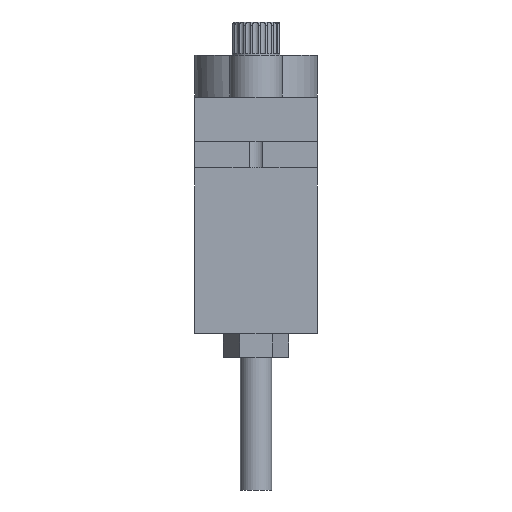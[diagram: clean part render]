
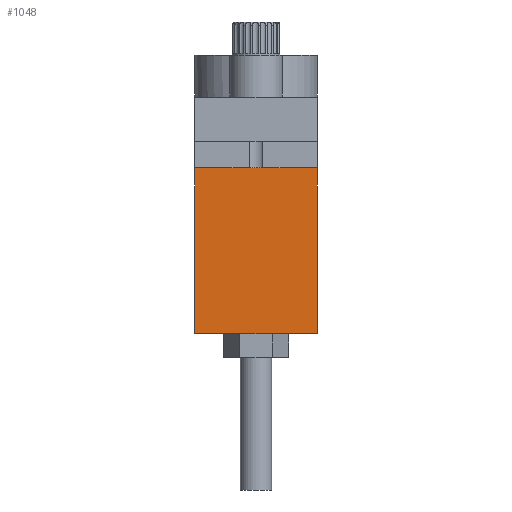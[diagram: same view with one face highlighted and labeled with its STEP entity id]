
A CAD part, front view. The second image highlights one B-rep face of the part: STEP entity #1048.
In plain terms, the highlighted planar face has unit normal (0, -1, 0).
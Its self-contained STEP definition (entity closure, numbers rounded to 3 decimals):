
#83 = PLANE('',#84);
#84 = AXIS2_PLACEMENT_3D('',#85,#86,#87);
#85 = CARTESIAN_POINT('',(-8.542,-9.053,-5.723)
  );
#86 = DIRECTION('',(0.,0.,1.));
#87 = DIRECTION('',(1.,0.,0.));
#369 = VERTEX_POINT('',#370);
#370 = CARTESIAN_POINT('',(-8.542,-9.053,-5.723
    ));
#386 = PLANE('',#387);
#387 = AXIS2_PLACEMENT_3D('',#388,#389,#390);
#388 = CARTESIAN_POINT('',(-8.542,-9.053,-5.723
    ));
#389 = DIRECTION('',(-1.,0.,0.));
#390 = DIRECTION('',(0.,0.,-1.));
#398 = EDGE_CURVE('',#369,#399,#401,.T.);
#399 = VERTEX_POINT('',#400);
#400 = CARTESIAN_POINT('',(3.258,-9.053,-5.723)
  );
#401 = SURFACE_CURVE('',#402,(#406,#413),.PCURVE_S1.);
#402 = LINE('',#403,#404);
#403 = CARTESIAN_POINT('',(-8.542,-9.053,-5.723
    ));
#404 = VECTOR('',#405,1.);
#405 = DIRECTION('',(1.,0.,0.));
#406 = PCURVE('',#83,#407);
#407 = DEFINITIONAL_REPRESENTATION('',(#408),#412);
#408 = LINE('',#409,#410);
#409 = CARTESIAN_POINT('',(0.,0.));
#410 = VECTOR('',#411,1.);
#411 = DIRECTION('',(1.,0.));
#412 = ( GEOMETRIC_REPRESENTATION_CONTEXT(2) 
PARAMETRIC_REPRESENTATION_CONTEXT() REPRESENTATION_CONTEXT('2D SPACE',''
  ) );
#413 = PCURVE('',#414,#419);
#414 = PLANE('',#415);
#415 = AXIS2_PLACEMENT_3D('',#416,#417,#418);
#416 = CARTESIAN_POINT('',(-8.542,-9.053,-5.723
    ));
#417 = DIRECTION('',(0.,1.,0.));
#418 = DIRECTION('',(0.,0.,1.));
#419 = DEFINITIONAL_REPRESENTATION('',(#420),#424);
#420 = LINE('',#421,#422);
#421 = CARTESIAN_POINT('',(0.,0.));
#422 = VECTOR('',#423,1.);
#423 = DIRECTION('',(0.,1.));
#424 = ( GEOMETRIC_REPRESENTATION_CONTEXT(2) 
PARAMETRIC_REPRESENTATION_CONTEXT() REPRESENTATION_CONTEXT('2D SPACE',''
  ) );
#442 = PLANE('',#443);
#443 = AXIS2_PLACEMENT_3D('',#444,#445,#446);
#444 = CARTESIAN_POINT('',(3.258,-9.053,-5.723)
  );
#445 = DIRECTION('',(1.,0.,0.));
#446 = DIRECTION('',(0.,0.,1.));
#724 = EDGE_CURVE('',#369,#725,#727,.T.);
#725 = VERTEX_POINT('',#726);
#726 = CARTESIAN_POINT('',(-8.542,-9.053,10.177
    ));
#727 = SURFACE_CURVE('',#728,(#732,#739),.PCURVE_S1.);
#728 = LINE('',#729,#730);
#729 = CARTESIAN_POINT('',(-8.542,-9.053,-5.723
    ));
#730 = VECTOR('',#731,1.);
#731 = DIRECTION('',(0.,0.,1.));
#732 = PCURVE('',#386,#733);
#733 = DEFINITIONAL_REPRESENTATION('',(#734),#738);
#734 = LINE('',#735,#736);
#735 = CARTESIAN_POINT('',(0.,0.));
#736 = VECTOR('',#737,1.);
#737 = DIRECTION('',(-1.,0.));
#738 = ( GEOMETRIC_REPRESENTATION_CONTEXT(2) 
PARAMETRIC_REPRESENTATION_CONTEXT() REPRESENTATION_CONTEXT('2D SPACE',''
  ) );
#739 = PCURVE('',#414,#740);
#740 = DEFINITIONAL_REPRESENTATION('',(#741),#745);
#741 = LINE('',#742,#743);
#742 = CARTESIAN_POINT('',(0.,0.));
#743 = VECTOR('',#744,1.);
#744 = DIRECTION('',(1.,0.));
#745 = ( GEOMETRIC_REPRESENTATION_CONTEXT(2) 
PARAMETRIC_REPRESENTATION_CONTEXT() REPRESENTATION_CONTEXT('2D SPACE',''
  ) );
#763 = PLANE('',#764);
#764 = AXIS2_PLACEMENT_3D('',#765,#766,#767);
#765 = CARTESIAN_POINT('',(-8.542,-13.753,10.177
    ));
#766 = DIRECTION('',(0.,0.,1.));
#767 = DIRECTION('',(1.,0.,0.));
#1048 = ADVANCED_FACE('',(#1049),#414,.F.);
#1049 = FACE_BOUND('',#1050,.F.);
#1050 = EDGE_LOOP('',(#1051,#1074,#1075,#1076));
#1051 = ORIENTED_EDGE('',*,*,#1052,.F.);
#1052 = EDGE_CURVE('',#399,#1053,#1055,.T.);
#1053 = VERTEX_POINT('',#1054);
#1054 = CARTESIAN_POINT('',(3.258,-9.053,10.177
    ));
#1055 = SURFACE_CURVE('',#1056,(#1060,#1067),.PCURVE_S1.);
#1056 = LINE('',#1057,#1058);
#1057 = CARTESIAN_POINT('',(3.258,-9.053,-5.723
    ));
#1058 = VECTOR('',#1059,1.);
#1059 = DIRECTION('',(0.,0.,1.));
#1060 = PCURVE('',#414,#1061);
#1061 = DEFINITIONAL_REPRESENTATION('',(#1062),#1066);
#1062 = LINE('',#1063,#1064);
#1063 = CARTESIAN_POINT('',(0.,11.8));
#1064 = VECTOR('',#1065,1.);
#1065 = DIRECTION('',(1.,0.));
#1066 = ( GEOMETRIC_REPRESENTATION_CONTEXT(2) 
PARAMETRIC_REPRESENTATION_CONTEXT() REPRESENTATION_CONTEXT('2D SPACE',''
  ) );
#1067 = PCURVE('',#442,#1068);
#1068 = DEFINITIONAL_REPRESENTATION('',(#1069),#1073);
#1069 = LINE('',#1070,#1071);
#1070 = CARTESIAN_POINT('',(0.,0.));
#1071 = VECTOR('',#1072,1.);
#1072 = DIRECTION('',(1.,0.));
#1073 = ( GEOMETRIC_REPRESENTATION_CONTEXT(2) 
PARAMETRIC_REPRESENTATION_CONTEXT() REPRESENTATION_CONTEXT('2D SPACE',''
  ) );
#1074 = ORIENTED_EDGE('',*,*,#398,.F.);
#1075 = ORIENTED_EDGE('',*,*,#724,.T.);
#1076 = ORIENTED_EDGE('',*,*,#1077,.T.);
#1077 = EDGE_CURVE('',#725,#1053,#1078,.T.);
#1078 = SURFACE_CURVE('',#1079,(#1083,#1090),.PCURVE_S1.);
#1079 = LINE('',#1080,#1081);
#1080 = CARTESIAN_POINT('',(-8.542,-9.053,
    10.177));
#1081 = VECTOR('',#1082,1.);
#1082 = DIRECTION('',(1.,0.,0.));
#1083 = PCURVE('',#414,#1084);
#1084 = DEFINITIONAL_REPRESENTATION('',(#1085),#1089);
#1085 = LINE('',#1086,#1087);
#1086 = CARTESIAN_POINT('',(15.9,0.));
#1087 = VECTOR('',#1088,1.);
#1088 = DIRECTION('',(0.,1.));
#1089 = ( GEOMETRIC_REPRESENTATION_CONTEXT(2) 
PARAMETRIC_REPRESENTATION_CONTEXT() REPRESENTATION_CONTEXT('2D SPACE',''
  ) );
#1090 = PCURVE('',#763,#1091);
#1091 = DEFINITIONAL_REPRESENTATION('',(#1092),#1096);
#1092 = LINE('',#1093,#1094);
#1093 = CARTESIAN_POINT('',(0.,4.7));
#1094 = VECTOR('',#1095,1.);
#1095 = DIRECTION('',(1.,0.));
#1096 = ( GEOMETRIC_REPRESENTATION_CONTEXT(2) 
PARAMETRIC_REPRESENTATION_CONTEXT() REPRESENTATION_CONTEXT('2D SPACE',''
  ) );
